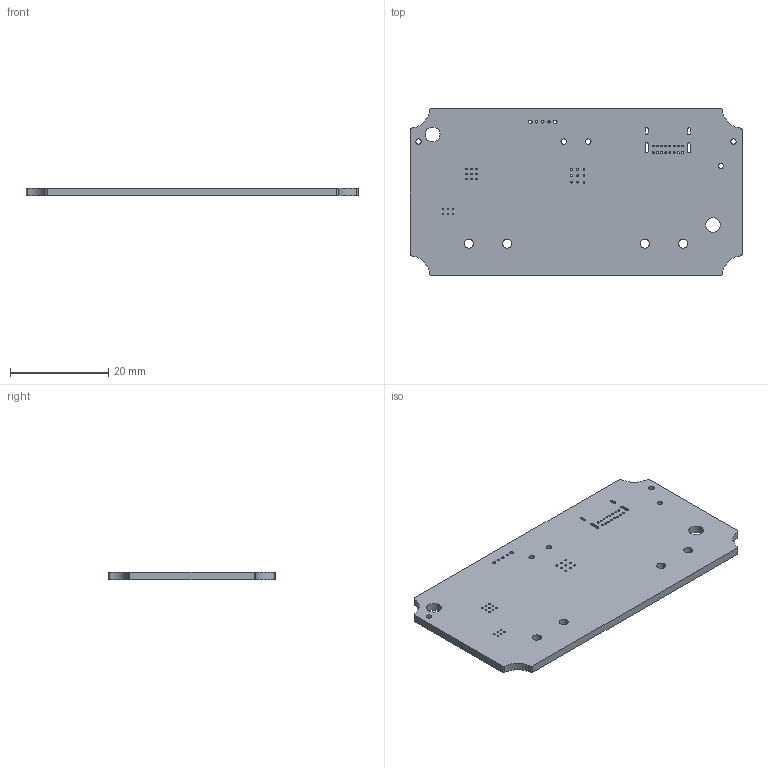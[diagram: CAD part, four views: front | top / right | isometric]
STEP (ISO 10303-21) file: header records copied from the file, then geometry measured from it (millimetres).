
FILE_DESCRIPTION(('KiCad electronic assembly'),'2;1');
FILE_NAME('SLAPS_Solar_Harvester.step','2023-05-24T17:16:17',('Pcbnew'), ('Kicad'),'Open CASCADE STEP processor 7.6','KiCad to STEP converter', 'Unknown');
FILE_SCHEMA(('AUTOMOTIVE_DESIGN { 1 0 10303 214 1 1 1 1 }'));
Length unit declared in the file: millimetre
Products named in the file (2): SLAPS_Solar_Harvester 1; SLAPS_Solar_Harvester PCB
Assembly tree (1 placements, depth 2):
  SLAPS_Solar_Harvester 1
    SLAPS_Solar_Harvester PCB
Bounding box: 67.5 x 34 x 1.6 mm (x, y, z)
Volume: 3528.6 mm3; surface area: 4932 mm2
Topology: 1 solids, 1 shells, 90 faces, 264 edges, 176 vertices
Faces by surface type: cylinder 76, plane 14
Full cylindrical faces by diameter (mm): 0.3 x15, 0.4 x25, 0.5 x3, 0.7 x2, 1 x1, 1.11 x4, 1.85 x4, 3 x2
Entity records: 7255 total; most frequent: CARTESIAN_POINT 1972, DIRECTION 976, ORIENTED_EDGE 528, PCURVE 528, DEFINITIONAL_REPRESENTATION 528, LINE 488, VECTOR 488, EDGE_CURVE 264
